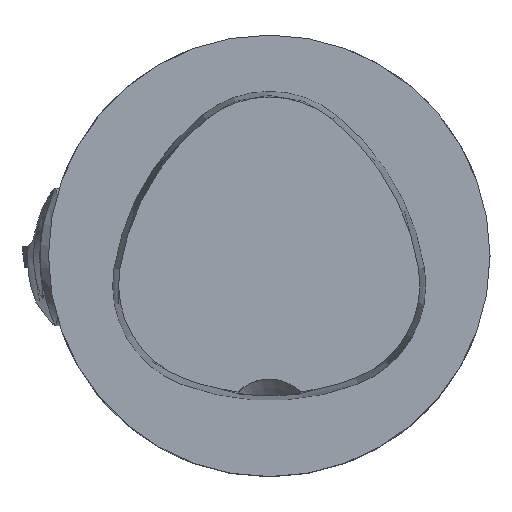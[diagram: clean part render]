
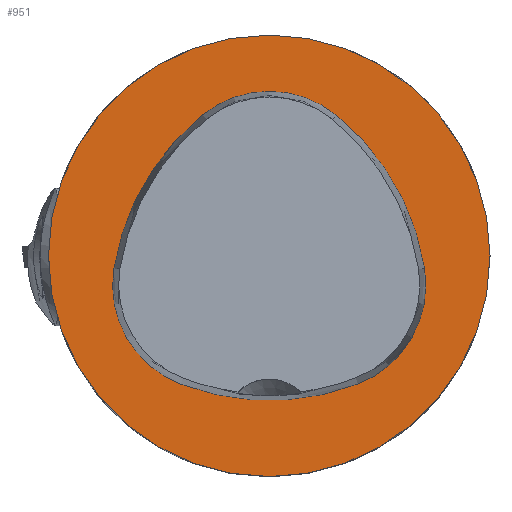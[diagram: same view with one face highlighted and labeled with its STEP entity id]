
A CAD part, top view. The second image highlights one B-rep face of the part: STEP entity #951.
In plain terms, the highlighted planar face has unit normal (0, 0, 1).
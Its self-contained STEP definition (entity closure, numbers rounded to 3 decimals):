
#591=FACE_BOUND('',#2046,.T.);
#592=FACE_BOUND('',#2047,.T.);
#704=CIRCLE('',#7879,25.);
#722=CIRCLE('',#7924,12.);
#723=CIRCLE('',#7926,28.);
#724=CIRCLE('',#7928,12.);
#725=CIRCLE('',#7930,28.);
#726=CIRCLE('',#7932,12.);
#727=CIRCLE('',#7934,28.);
#728=CIRCLE('',#7936,12.);
#951=ADVANCED_FACE('',(#591,#592),#1315,.T.);
#1315=PLANE('',#7938);
#2046=EDGE_LOOP('',(#2813,#2814,#2815,#2816,#2817,#2818,#2819));
#2047=EDGE_LOOP('',(#2820));
#2813=ORIENTED_EDGE('',*,*,#5467,.T.);
#2814=ORIENTED_EDGE('',*,*,#5465,.T.);
#2815=ORIENTED_EDGE('',*,*,#5463,.T.);
#2816=ORIENTED_EDGE('',*,*,#5461,.T.);
#2817=ORIENTED_EDGE('',*,*,#5459,.T.);
#2818=ORIENTED_EDGE('',*,*,#5457,.T.);
#2819=ORIENTED_EDGE('',*,*,#5454,.T.);
#2820=ORIENTED_EDGE('',*,*,#5410,.T.);
#4648=VERTEX_POINT('',#10957);
#4675=VERTEX_POINT('',#11066);
#4676=VERTEX_POINT('',#11067);
#4677=VERTEX_POINT('',#11072);
#4678=VERTEX_POINT('',#11076);
#4679=VERTEX_POINT('',#11080);
#4680=VERTEX_POINT('',#11084);
#4681=VERTEX_POINT('',#11088);
#5410=EDGE_CURVE('',#4648,#4648,#704,.T.);
#5454=EDGE_CURVE('',#4675,#4676,#722,.T.);
#5457=EDGE_CURVE('',#4677,#4675,#723,.T.);
#5459=EDGE_CURVE('',#4678,#4677,#724,.T.);
#5461=EDGE_CURVE('',#4679,#4678,#725,.T.);
#5463=EDGE_CURVE('',#4680,#4679,#726,.T.);
#5465=EDGE_CURVE('',#4681,#4680,#727,.T.);
#5467=EDGE_CURVE('',#4676,#4681,#728,.T.);
#7879=AXIS2_PLACEMENT_3D('',#10956,#8684,#8685);
#7924=AXIS2_PLACEMENT_3D('',#11065,#8793,#8794);
#7926=AXIS2_PLACEMENT_3D('',#11071,#8799,#8800);
#7928=AXIS2_PLACEMENT_3D('',#11075,#8804,#8805);
#7930=AXIS2_PLACEMENT_3D('',#11079,#8809,#8810);
#7932=AXIS2_PLACEMENT_3D('',#11083,#8814,#8815);
#7934=AXIS2_PLACEMENT_3D('',#11087,#8819,#8820);
#7936=AXIS2_PLACEMENT_3D('',#11091,#8824,#8825);
#7938=AXIS2_PLACEMENT_3D('',#11093,#8828,#8829);
#8684=DIRECTION('',(0.,0.,1.));
#8685=DIRECTION('',(1.,0.,0.));
#8793=DIRECTION('',(0.,0.,-1.));
#8794=DIRECTION('',(0.983,-0.182,0.));
#8799=DIRECTION('',(0.,0.,-1.));
#8800=DIRECTION('',(0.866,0.5,0.));
#8804=DIRECTION('',(0.,0.,-1.));
#8805=DIRECTION('',(0.,1.,0.));
#8809=DIRECTION('',(0.,0.,-1.));
#8810=DIRECTION('',(-0.866,0.5,0.));
#8814=DIRECTION('',(0.,0.,-1.));
#8815=DIRECTION('',(-0.866,-0.5,0.));
#8819=DIRECTION('',(0.,0.,-1.));
#8820=DIRECTION('',(0.,-1.,0.));
#8824=DIRECTION('',(0.,0.,-1.));
#8825=DIRECTION('',(0.649,-0.76,0.));
#8828=DIRECTION('',(0.,0.,1.));
#8829=DIRECTION('',(0.,1.,0.));
#10956=CARTESIAN_POINT('',(0.,0.,0.));
#10957=CARTESIAN_POINT('',(25.,0.,0.));
#11065=CARTESIAN_POINT('',(5.733,-3.31,0.));
#11066=CARTESIAN_POINT('',(17.585,-1.432,0.));
#11067=CARTESIAN_POINT('',(16.125,-9.31,0.));
#11071=CARTESIAN_POINT('',(-10.07,-5.814,0.));
#11072=CARTESIAN_POINT('',(7.552,15.945,0.));
#11075=CARTESIAN_POINT('',(0.,6.62,0.));
#11076=CARTESIAN_POINT('',(-7.552,15.945,0.));
#11079=CARTESIAN_POINT('',(10.07,-5.814,0.));
#11080=CARTESIAN_POINT('',(-17.585,-1.432,0.));
#11083=CARTESIAN_POINT('',(-5.733,-3.31,0.));
#11084=CARTESIAN_POINT('',(-10.033,-14.513,0.));
#11087=CARTESIAN_POINT('',(0.,11.628,0.));
#11088=CARTESIAN_POINT('',(10.033,-14.513,0.));
#11091=CARTESIAN_POINT('',(5.733,-3.31,0.));
#11093=CARTESIAN_POINT('',(-12.5,0.,0.));
